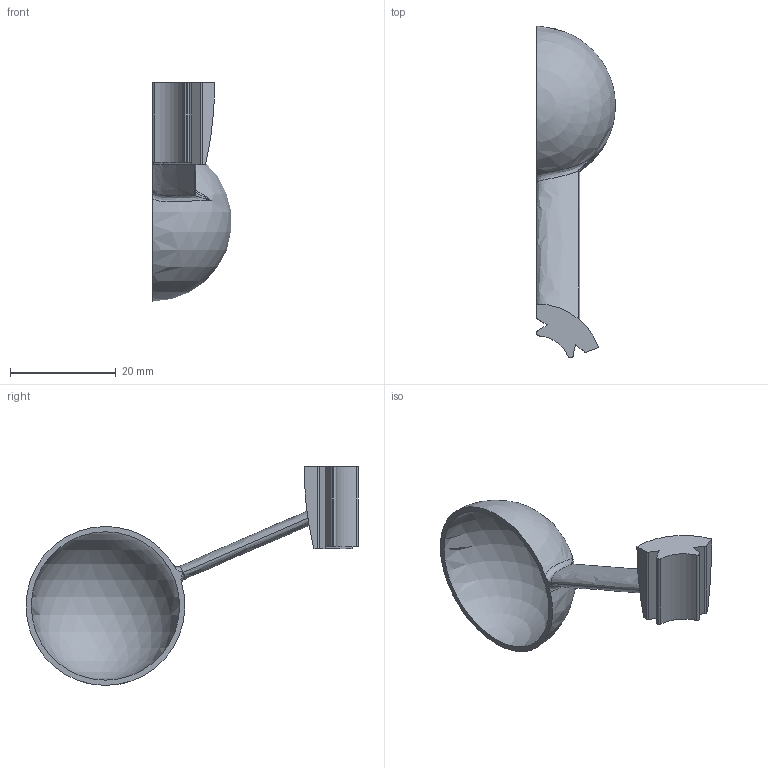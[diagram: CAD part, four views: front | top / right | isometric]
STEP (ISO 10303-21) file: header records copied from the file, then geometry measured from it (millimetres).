
FILE_DESCRIPTION(/* description */ ('STEP AP242','CAx-IF Rec.Pracs.---Representation and Presentation of Product Manufacturing Information (PMI)---4.0---2014-10-13','CAx-IF Rec.Pracs.---3D Tessellated Geometry---0.4---2014-09-14','2;1'),/* implementation_level */ '2;1');
FILE_NAME(/* name */ '68d7c8410fc1e4b58972a1b9',/* time_stamp */ '2025-09-27T11:19:30Z',/* author */ (''),/* organization */ (''),/* preprocessor_version */ 'ST-DEVELOPER v20',/* originating_system */ 'ONSHAPE BY PTC INC, 1.204',/* authorisation */ ' ');
FILE_SCHEMA (('AP242_MANAGED_MODEL_BASED_3D_ENGINEERING_MIM_LF { 1 0 10303 442 1 1 4 }'));
Length unit declared in the file: metre
Products named in the file (1): Cup
Bounding box: 14.89 x 62.67 x 41.3 mm (x, y, z)
Volume: 2640.8 mm3; surface area: 3894.8 mm2
Topology: 1 solids, 1 shells, 29 faces, 79 edges, 48 vertices
Faces by surface type: plane 13, cylinder 8, bspline 5, sphere 2, torus 1
Entity records: 1133 total; most frequent: CARTESIAN_POINT 453, ORIENTED_EDGE 140, DIRECTION 131, EDGE_CURVE 70, AXIS2_PLACEMENT_3D 47, VERTEX_POINT 44, LINE 37, VECTOR 37
